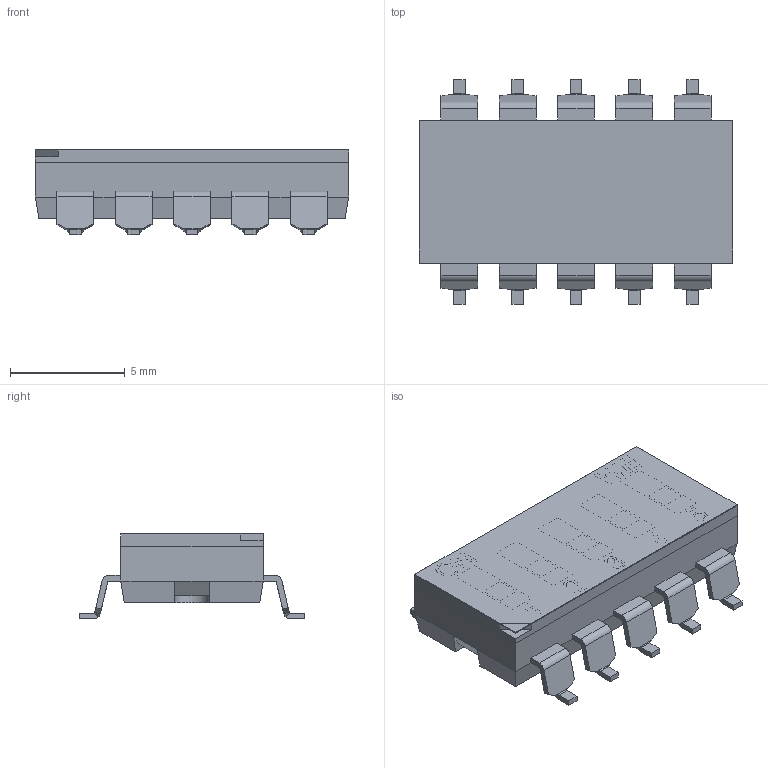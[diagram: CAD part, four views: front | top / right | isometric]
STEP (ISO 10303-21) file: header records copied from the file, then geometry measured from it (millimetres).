
FILE_DESCRIPTION( ( 'Unknown' ), '1' );
FILE_NAME( '418121160805A.stp', 'Unknown', ( 'Unknown' ), ( 'Unknown' ), 'PSStep 17.0.49', 'Unknown', ' ' );
FILE_SCHEMA( ( 'AUTOMOTIVE_DESIGN { 1 0 10303 214 1 1 1 1 }' ) );
Length unit declared in the file: millimetre
Products named in the file (8): Assem1; Actuator; Contact; Base 05; Cover 05; Tape 05; Terminal_front; Terminal_back
Assembly tree (23 placements, depth 2):
  Assem1
    Actuator  x5
    Contact  x5
    Base 05
    Cover 05
    Tape 05
    Terminal_front  x5
    Terminal_back  x5
Bounding box: 13.64 x 9.79 x 3.74 mm (x, y, z)
Volume: 230.4 mm3; surface area: 1123.8 mm2
Topology: 23 solids, 23 shells, 898 faces, 2468 edges, 1615 vertices
Faces by surface type: plane 734, cylinder 132, bspline 20, extrusion 12
Full cylindrical faces by diameter (mm): 0.45 x10, 0.5 x20, 1.9 x1
Entity records: 16895 total; most frequent: CARTESIAN_POINT 3203, ORIENTED_EDGE 2228, DIRECTION 1880, EDGE_CURVE 1114, VECTOR 864, LINE 852, VERTEX_POINT 726, AXIS2_PLACEMENT_3D 508
